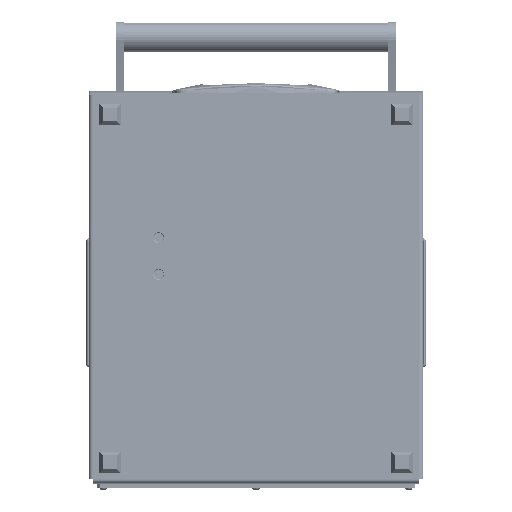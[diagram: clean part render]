
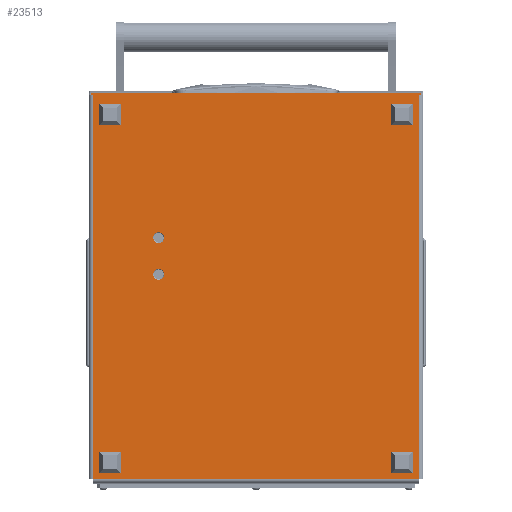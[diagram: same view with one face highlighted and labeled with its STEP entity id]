
A CAD part, front view. The second image highlights one B-rep face of the part: STEP entity #23513.
In plain terms, the highlighted face is planar.
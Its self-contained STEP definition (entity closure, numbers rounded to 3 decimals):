
#907 = CARTESIAN_POINT ( 'NONE',  ( 0., -4., 0. ) ) ;
#2182 = DIRECTION ( 'NONE',  ( -1., 0., 0. ) ) ;
#2668 = CARTESIAN_POINT ( 'NONE',  ( 0., -4., 0. ) ) ;
#3376 = VECTOR ( 'NONE', #91892, 1000. ) ;
#3969 = DIRECTION ( 'NONE',  ( -1., 0., 0. ) ) ;
#4700 = VERTEX_POINT ( 'NONE', #105648 ) ;
#4717 = EDGE_CURVE ( 'NONE', #51664, #28622, #116581, .T. ) ;
#5297 = ORIENTED_EDGE ( 'NONE', *, *, #8216, .T. ) ;
#5748 = ORIENTED_EDGE ( 'NONE', *, *, #78615, .T. ) ;
#6180 = CARTESIAN_POINT ( 'NONE',  ( 367., 0., 0. ) ) ;
#8216 = EDGE_CURVE ( 'NONE', #4700, #26413, #46624, .T. ) ;
#9055 = VECTOR ( 'NONE', #27222, 1000. ) ;
#11569 = DIRECTION ( 'NONE',  ( 0., 1., 0. ) ) ;
#11762 = LINE ( 'NONE', #24757, #29748 ) ;
#12203 = CARTESIAN_POINT ( 'NONE',  ( 0., 314., 0. ) ) ;
#12866 = EDGE_CURVE ( 'NONE', #85757, #46511, #88830, .T. ) ;
#13876 = DIRECTION ( 'NONE',  ( -1., 0., 0. ) ) ;
#18282 = DIRECTION ( 'NONE',  ( 0., 0., -1. ) ) ;
#18935 = DIRECTION ( 'NONE',  ( 1., 0., 0. ) ) ;
#18965 = CARTESIAN_POINT ( 'NONE',  ( -2., -4., 0. ) ) ;
#19089 = AXIS2_PLACEMENT_3D ( 'NONE', #117250, #45368, #13876 ) ;
#19621 = EDGE_CURVE ( 'NONE', #28622, #46511, #38753, .T. ) ;
#20180 = ORIENTED_EDGE ( 'NONE', *, *, #122427, .F. ) ;
#23256 = VECTOR ( 'NONE', #18935, 1000. ) ;
#23513 = ADVANCED_FACE ( 'NONE', ( #40680, #61249, #103001 ), #51002, .T. ) ;
#24598 = EDGE_CURVE ( 'NONE', #73360, #30762, #133742, .T. ) ;
#24757 = CARTESIAN_POINT ( 'NONE',  ( 0., -2., 0. ) ) ;
#26413 = VERTEX_POINT ( 'NONE', #129924 ) ;
#27222 = DIRECTION ( 'NONE',  ( 1., 0., 0. ) ) ;
#27325 = CARTESIAN_POINT ( 'NONE',  ( 141.2, 249., 0. ) ) ;
#28427 = VECTOR ( 'NONE', #33068, 1000. ) ;
#28622 = VERTEX_POINT ( 'NONE', #130252 ) ;
#29748 = VECTOR ( 'NONE', #2182, 1000. ) ;
#30279 = EDGE_LOOP ( 'NONE', ( #99327, #58736, #5297, #5748, #20180, #106154, #78132, #91050 ) ) ;
#30762 = VERTEX_POINT ( 'NONE', #98027 ) ;
#33068 = DIRECTION ( 'NONE',  ( 0., 1., 0. ) ) ;
#34178 = LINE ( 'NONE', #2668, #81109 ) ;
#37136 = AXIS2_PLACEMENT_3D ( 'NONE', #135182, #41344, #104353 ) ;
#37428 = DIRECTION ( 'NONE',  ( 0., 0., -1. ) ) ;
#38753 = LINE ( 'NONE', #69601, #23256 ) ;
#38807 = LINE ( 'NONE', #57343, #9055 ) ;
#40680 = FACE_BOUND ( 'NONE', #86428, .T. ) ;
#41344 = DIRECTION ( 'NONE',  ( 0., 0., -1. ) ) ;
#42897 = VECTOR ( 'NONE', #98492, 1000. ) ;
#45191 = VERTEX_POINT ( 'NONE', #108173 ) ;
#45368 = DIRECTION ( 'NONE',  ( 0., 0., -1. ) ) ;
#46511 = VERTEX_POINT ( 'NONE', #6180 ) ;
#46624 = LINE ( 'NONE', #18965, #49017 ) ;
#49017 = VECTOR ( 'NONE', #71650, 1000. ) ;
#49806 = CARTESIAN_POINT ( 'NONE',  ( 0., -2., 0. ) ) ;
#50879 = LINE ( 'NONE', #91218, #3376 ) ;
#51002 = PLANE ( 'NONE',  #37136 ) ;
#51664 = VERTEX_POINT ( 'NONE', #49806 ) ;
#54558 = CARTESIAN_POINT ( 'NONE',  ( 165.8, 249., 0. ) ) ;
#57343 = CARTESIAN_POINT ( 'NONE',  ( 0., 314., 0. ) ) ;
#58736 = ORIENTED_EDGE ( 'NONE', *, *, #97365, .T. ) ;
#61249 = FACE_BOUND ( 'NONE', #101979, .T. ) ;
#64214 = CARTESIAN_POINT ( 'NONE',  ( 136., 249., 0. ) ) ;
#65473 = EDGE_CURVE ( 'NONE', #30762, #73360, #91561, .T. ) ;
#66505 = ORIENTED_EDGE ( 'NONE', *, *, #91068, .F. ) ;
#69601 = CARTESIAN_POINT ( 'NONE',  ( 0., 0., 0. ) ) ;
#71650 = DIRECTION ( 'NONE',  ( 0., 1., 0. ) ) ;
#73360 = VERTEX_POINT ( 'NONE', #54558 ) ;
#75007 = EDGE_CURVE ( 'NONE', #129080, #45191, #75460, .T. ) ;
#75460 = CIRCLE ( 'NONE', #132365, 5.2 ) ;
#77374 = CARTESIAN_POINT ( 'NONE',  ( 0., 312., 0. ) ) ;
#78132 = ORIENTED_EDGE ( 'NONE', *, *, #12866, .T. ) ;
#78615 = EDGE_CURVE ( 'NONE', #26413, #102808, #38807, .T. ) ;
#81109 = VECTOR ( 'NONE', #11569, 1000. ) ;
#82483 = DIRECTION ( 'NONE',  ( -1., 0., 0. ) ) ;
#85757 = VERTEX_POINT ( 'NONE', #105896 ) ;
#86428 = EDGE_LOOP ( 'NONE', ( #66505, #125439 ) ) ;
#87236 = AXIS2_PLACEMENT_3D ( 'NONE', #117110, #37428, #120988 ) ;
#88830 = LINE ( 'NONE', #130692, #42897 ) ;
#91050 = ORIENTED_EDGE ( 'NONE', *, *, #19621, .F. ) ;
#91068 = EDGE_CURVE ( 'NONE', #45191, #129080, #113056, .T. ) ;
#91218 = CARTESIAN_POINT ( 'NONE',  ( 0., 312., 0. ) ) ;
#91561 = CIRCLE ( 'NONE', #87236, 5.2 ) ;
#91892 = DIRECTION ( 'NONE',  ( -1., 0., 0. ) ) ;
#97365 = EDGE_CURVE ( 'NONE', #51664, #4700, #11762, .T. ) ;
#98027 = CARTESIAN_POINT ( 'NONE',  ( 176.2, 249., 0. ) ) ;
#98492 = DIRECTION ( 'NONE',  ( 0., -1., 0. ) ) ;
#99327 = ORIENTED_EDGE ( 'NONE', *, *, #4717, .F. ) ;
#101979 = EDGE_LOOP ( 'NONE', ( #134346, #112110 ) ) ;
#102448 = VERTEX_POINT ( 'NONE', #77374 ) ;
#102808 = VERTEX_POINT ( 'NONE', #12203 ) ;
#103001 = FACE_OUTER_BOUND ( 'NONE', #30279, .T. ) ;
#104353 = DIRECTION ( 'NONE',  ( -1., 0., 0. ) ) ;
#105648 = CARTESIAN_POINT ( 'NONE',  ( -2., -2., 0. ) ) ;
#105896 = CARTESIAN_POINT ( 'NONE',  ( 367., 312., 0. ) ) ;
#106154 = ORIENTED_EDGE ( 'NONE', *, *, #111674, .F. ) ;
#108173 = CARTESIAN_POINT ( 'NONE',  ( 130.8, 249., 0. ) ) ;
#111674 = EDGE_CURVE ( 'NONE', #85757, #102448, #50879, .T. ) ;
#112110 = ORIENTED_EDGE ( 'NONE', *, *, #65473, .F. ) ;
#113056 = CIRCLE ( 'NONE', #19089, 5.2 ) ;
#114036 = AXIS2_PLACEMENT_3D ( 'NONE', #134591, #18282, #82483 ) ;
#116581 = LINE ( 'NONE', #907, #28427 ) ;
#117110 = CARTESIAN_POINT ( 'NONE',  ( 171., 249., 0. ) ) ;
#117250 = CARTESIAN_POINT ( 'NONE',  ( 136., 249., 0. ) ) ;
#120988 = DIRECTION ( 'NONE',  ( -1., 0., 0. ) ) ;
#122427 = EDGE_CURVE ( 'NONE', #102448, #102808, #34178, .T. ) ;
#125439 = ORIENTED_EDGE ( 'NONE', *, *, #75007, .F. ) ;
#129080 = VERTEX_POINT ( 'NONE', #27325 ) ;
#129924 = CARTESIAN_POINT ( 'NONE',  ( -2., 314., 0. ) ) ;
#129943 = DIRECTION ( 'NONE',  ( 0., 0., -1. ) ) ;
#130252 = CARTESIAN_POINT ( 'NONE',  ( 0., 0., 0. ) ) ;
#130692 = CARTESIAN_POINT ( 'NONE',  ( 367., 312., 0. ) ) ;
#132365 = AXIS2_PLACEMENT_3D ( 'NONE', #64214, #129943, #3969 ) ;
#133742 = CIRCLE ( 'NONE', #114036, 5.2 ) ;
#134346 = ORIENTED_EDGE ( 'NONE', *, *, #24598, .F. ) ;
#134591 = CARTESIAN_POINT ( 'NONE',  ( 171., 249., 0. ) ) ;
#135182 = CARTESIAN_POINT ( 'NONE',  ( 0., 312., 0. ) ) ;
